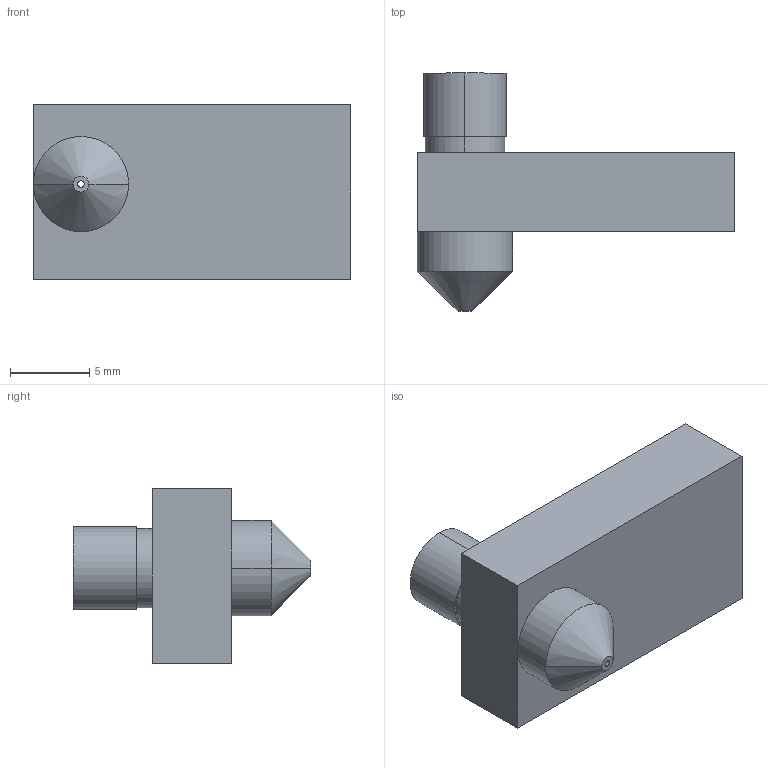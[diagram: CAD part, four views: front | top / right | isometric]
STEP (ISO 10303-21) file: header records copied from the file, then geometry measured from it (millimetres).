
FILE_DESCRIPTION (( 'STEP AP203' ), '1' );
FILE_NAME ('1301-Z2P-D integrated nozzle 3mm.STEP', '2013-08-25T19:55:40', ( '' ), ( '' ), 'SwSTEP 2.0', 'SolidWorks 2013', '' );
FILE_SCHEMA (( 'CONFIG_CONTROL_DESIGN' ));
Length unit declared in the file: millimetre
Products named in the file (1): 1301-Z2P-D integrated nozzle 3mm
Bounding box: 20 x 15 x 11 mm (x, y, z)
Volume: 887.1 mm3; surface area: 1376.3 mm2
Topology: 1 solids, 1 shells, 34 faces, 85 edges, 53 vertices
Faces by surface type: cylinder 16, plane 12, cone 6
Entity records: 1132 total; most frequent: CARTESIAN_POINT 223, DIRECTION 181, ORIENTED_EDGE 166, EDGE_CURVE 83, AXIS2_PLACEMENT_3D 71, VERTEX_POINT 53, EDGE_LOOP 42, LINE 39
